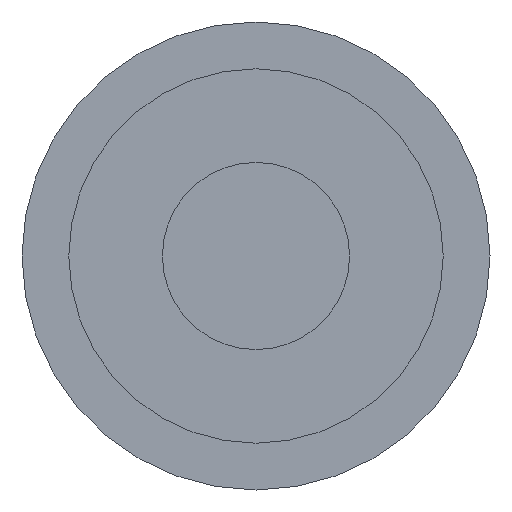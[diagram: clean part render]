
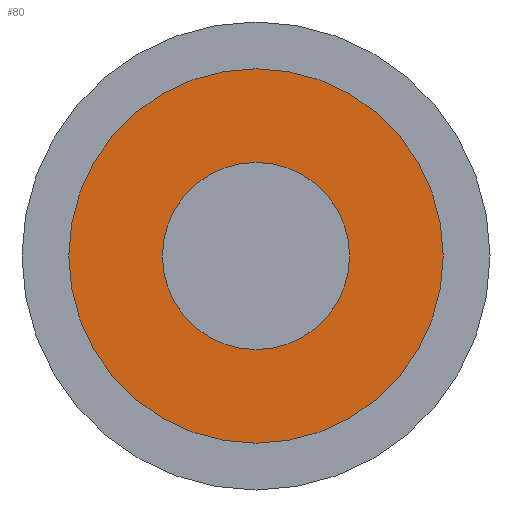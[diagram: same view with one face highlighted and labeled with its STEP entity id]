
A CAD part, front view. The second image highlights one B-rep face of the part: STEP entity #80.
In plain terms, the highlighted planar face has unit normal (0, -1, 0).
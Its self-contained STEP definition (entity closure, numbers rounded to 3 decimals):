
#24 = EDGE_CURVE ( 'NONE', #25, #61, #208, .T. ) ;
#25 = VERTEX_POINT ( 'NONE', #203 ) ;
#61 = VERTEX_POINT ( 'NONE', #234 ) ;
#80 = ADVANCED_FACE ( 'NONE', ( #397 ), #376, .F. ) ;
#84 = ORIENTED_EDGE ( 'NONE', *, *, #24, .T. ) ;
#95 = EDGE_LOOP ( 'NONE', ( #111, #84 ) ) ;
#99 = EDGE_CURVE ( 'NONE', #61, #25, #370, .T. ) ;
#111 = ORIENTED_EDGE ( 'NONE', *, *, #99, .T. ) ;
#203 = CARTESIAN_POINT ( 'NONE',  ( 0., -7.5, -4. ) ) ;
#204 = DIRECTION ( 'NONE',  ( 0., 0., 1. ) ) ;
#205 = DIRECTION ( 'NONE',  ( 0., -1., 0. ) ) ;
#206 = CARTESIAN_POINT ( 'NONE',  ( 0., -7.5, 0. ) ) ;
#207 = AXIS2_PLACEMENT_3D ( 'NONE', #206, #205, #204 ) ;
#208 = CIRCLE ( 'NONE', #207, 4. ) ;
#234 = CARTESIAN_POINT ( 'NONE',  ( 0., -7.5, 4. ) ) ;
#366 = DIRECTION ( 'NONE',  ( 0., 0., 1. ) ) ;
#367 = DIRECTION ( 'NONE',  ( 0., -1., 0. ) ) ;
#368 = CARTESIAN_POINT ( 'NONE',  ( 0., -7.5, 0. ) ) ;
#369 = AXIS2_PLACEMENT_3D ( 'NONE', #368, #367, #366 ) ;
#370 = CIRCLE ( 'NONE', #369, 4. ) ;
#375 = AXIS2_PLACEMENT_3D ( 'NONE', #416, #415, #414 ) ;
#376 = PLANE ( 'NONE',  #375 ) ;
#397 = FACE_OUTER_BOUND ( 'NONE', #95, .T. ) ;
#414 = DIRECTION ( 'NONE',  ( 0., 0., 1. ) ) ;
#415 = DIRECTION ( 'NONE',  ( 0., 1., 0. ) ) ;
#416 = CARTESIAN_POINT ( 'NONE',  ( 0., -7.5, 0. ) ) ;
